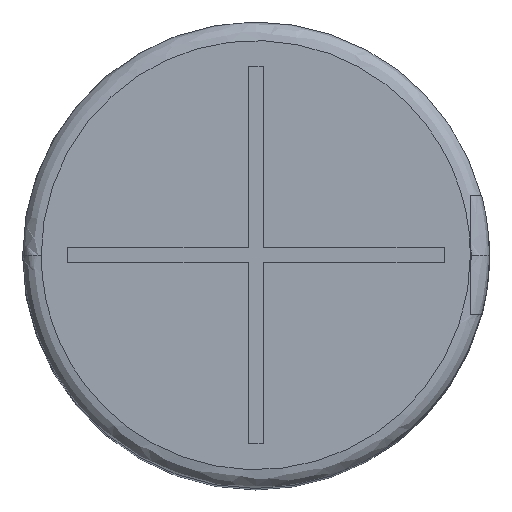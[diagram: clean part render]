
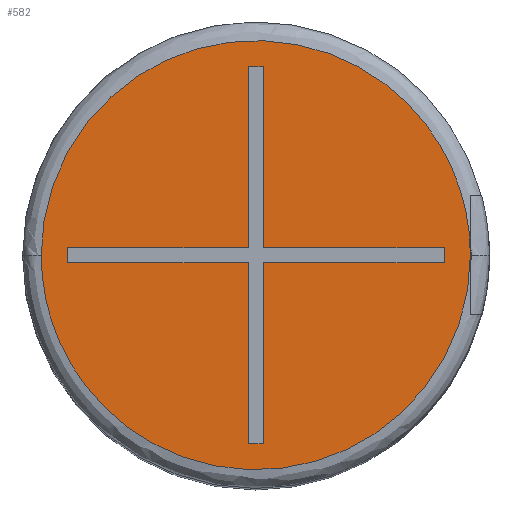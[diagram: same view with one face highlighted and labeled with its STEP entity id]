
A CAD part, top view. The second image highlights one B-rep face of the part: STEP entity #582.
In plain terms, the highlighted planar face has unit normal (0, 0, 1).
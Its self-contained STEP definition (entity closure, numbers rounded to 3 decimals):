
#53 = EDGE_CURVE ( 'NONE', #3555, #3168, #634, .T. ) ;
#121 = ORIENTED_EDGE ( 'NONE', *, *, #53, .F. ) ;
#134 = EDGE_CURVE ( 'NONE', #1107, #3555, #1669, .T. ) ;
#135 = CARTESIAN_POINT ( 'NONE',  ( 0.2, 5.05, 25. ) ) ;
#138 = ORIENTED_EDGE ( 'NONE', *, *, #4175, .F. ) ;
#222 = VERTEX_POINT ( 'NONE', #3431 ) ;
#258 = VERTEX_POINT ( 'NONE', #3732 ) ;
#443 = EDGE_CURVE ( 'NONE', #1446, #3616, #1401, .T. ) ;
#572 = DIRECTION ( 'NONE',  ( 1., 0., 0. ) ) ;
#576 = CARTESIAN_POINT ( 'NONE',  ( -5.75, 0., 25. ) ) ;
#582 = ADVANCED_FACE ( 'NONE', ( #947, #3587 ), #4242, .F. ) ;
#606 =( BOUNDED_CURVE ( )  B_SPLINE_CURVE ( 3, ( #3746, #3427, #4065, #1753 ),
 .UNSPECIFIED., .F., .T. ) 
 B_SPLINE_CURVE_WITH_KNOTS ( ( 4, 4 ),
 ( 0., 0.5 ),
 .UNSPECIFIED. ) 
 CURVE ( )  GEOMETRIC_REPRESENTATION_ITEM ( )  RATIONAL_B_SPLINE_CURVE ( ( 1., 0.333, 0.333, 1. ) ) 
 REPRESENTATION_ITEM ( '' )  );
#624 = DIRECTION ( 'NONE',  ( 0., 1., 0. ) ) ;
#634 = LINE ( 'NONE', #2311, #3679 ) ;
#663 = ORIENTED_EDGE ( 'NONE', *, *, #134, .F. ) ;
#735 = ORIENTED_EDGE ( 'NONE', *, *, #2456, .F. ) ;
#747 = CARTESIAN_POINT ( 'NONE',  ( 0., 5.05, 25. ) ) ;
#947 = FACE_BOUND ( 'NONE', #984, .T. ) ;
#984 = EDGE_LOOP ( 'NONE', ( #663, #3373, #4209, #735, #3413, #4123, #3690, #138, #3052, #1751, #2331, #121 ) ) ;
#1022 = CARTESIAN_POINT ( 'NONE',  ( -5.05, 0., 25. ) ) ;
#1091 = DIRECTION ( 'NONE',  ( 0., -1., 0. ) ) ;
#1107 = VERTEX_POINT ( 'NONE', #2826 ) ;
#1175 = CARTESIAN_POINT ( 'NONE',  ( 0., -5.05, 25. ) ) ;
#1224 = CARTESIAN_POINT ( 'NONE',  ( 0., -0.2, 25. ) ) ;
#1237 = DIRECTION ( 'NONE',  ( 0., 1., 0. ) ) ;
#1267 = VERTEX_POINT ( 'NONE', #1533 ) ;
#1401 = LINE ( 'NONE', #1022, #1936 ) ;
#1406 = VECTOR ( 'NONE', #2506, 1000. ) ;
#1446 = VERTEX_POINT ( 'NONE', #3802 ) ;
#1508 = EDGE_LOOP ( 'NONE', ( #4014, #2395 ) ) ;
#1531 = DIRECTION ( 'NONE',  ( 0., -1., 0. ) ) ;
#1533 = CARTESIAN_POINT ( 'NONE',  ( 0.2, -5.05, 25. ) ) ;
#1535 = EDGE_CURVE ( 'NONE', #2143, #4031, #1908, .T. ) ;
#1561 = VECTOR ( 'NONE', #572, 1000. ) ;
#1669 = LINE ( 'NONE', #2663, #2739 ) ;
#1679 = LINE ( 'NONE', #2054, #2927 ) ;
#1686 = VECTOR ( 'NONE', #3155, 1000. ) ;
#1751 = ORIENTED_EDGE ( 'NONE', *, *, #2559, .F. ) ;
#1753 = CARTESIAN_POINT ( 'NONE',  ( -5.75, 0., 25. ) ) ;
#1785 = EDGE_CURVE ( 'NONE', #3616, #2891, #2892, .T. ) ;
#1823 = EDGE_CURVE ( 'NONE', #258, #1446, #2578, .T. ) ;
#1835 = VECTOR ( 'NONE', #3918, 1000. ) ;
#1908 =( BOUNDED_CURVE ( )  B_SPLINE_CURVE ( 3, ( #576, #2250, #1950, #3560 ),
 .UNSPECIFIED., .F., .F. ) 
 B_SPLINE_CURVE_WITH_KNOTS ( ( 4, 4 ),
 ( 0.5, 1. ),
 .UNSPECIFIED. ) 
 CURVE ( )  GEOMETRIC_REPRESENTATION_ITEM ( )  RATIONAL_B_SPLINE_CURVE ( ( 1., 0.333, 0.333, 1. ) ) 
 REPRESENTATION_ITEM ( '' )  );
#1936 = VECTOR ( 'NONE', #1091, 1000. ) ;
#1950 = CARTESIAN_POINT ( 'NONE',  ( 5.75, 11.5, 25. ) ) ;
#2017 = CARTESIAN_POINT ( 'NONE',  ( -0.2, 5.05, 25. ) ) ;
#2025 = VECTOR ( 'NONE', #1237, 1000. ) ;
#2054 = CARTESIAN_POINT ( 'NONE',  ( 0., 0.2, 25. ) ) ;
#2074 = DIRECTION ( 'NONE',  ( -1., 0., 0. ) ) ;
#2143 = VERTEX_POINT ( 'NONE', #2555 ) ;
#2163 = CARTESIAN_POINT ( 'NONE',  ( -0.2, 0., 25. ) ) ;
#2193 = CARTESIAN_POINT ( 'NONE',  ( 5.05, 0.2, 25. ) ) ;
#2250 = CARTESIAN_POINT ( 'NONE',  ( -5.75, 11.5, 25. ) ) ;
#2304 = LINE ( 'NONE', #2952, #2025 ) ;
#2311 = CARTESIAN_POINT ( 'NONE',  ( 5.05, 0., 25. ) ) ;
#2331 = ORIENTED_EDGE ( 'NONE', *, *, #3049, .F. ) ;
#2338 = AXIS2_PLACEMENT_3D ( 'NONE', #3229, #2899, #624 ) ;
#2395 = ORIENTED_EDGE ( 'NONE', *, *, #1535, .F. ) ;
#2400 = EDGE_CURVE ( 'NONE', #2509, #1267, #3810, .T. ) ;
#2456 = EDGE_CURVE ( 'NONE', #2891, #2509, #2548, .T. ) ;
#2468 = LINE ( 'NONE', #2163, #2661 ) ;
#2506 = DIRECTION ( 'NONE',  ( 1., 0., 0. ) ) ;
#2509 = VERTEX_POINT ( 'NONE', #3563 ) ;
#2548 = LINE ( 'NONE', #3175, #1686 ) ;
#2550 = CARTESIAN_POINT ( 'NONE',  ( 5.05, -0.2, 25. ) ) ;
#2555 = CARTESIAN_POINT ( 'NONE',  ( -5.75, 0., 25. ) ) ;
#2559 = EDGE_CURVE ( 'NONE', #222, #3224, #4245, .T. ) ;
#2578 = LINE ( 'NONE', #4234, #3852 ) ;
#2661 = VECTOR ( 'NONE', #1531, 1000. ) ;
#2663 = CARTESIAN_POINT ( 'NONE',  ( 0., -0.2, 25. ) ) ;
#2739 = VECTOR ( 'NONE', #3554, 1000. ) ;
#2826 = CARTESIAN_POINT ( 'NONE',  ( 0.2, -0.2, 25. ) ) ;
#2891 = VERTEX_POINT ( 'NONE', #3890 ) ;
#2892 = LINE ( 'NONE', #1224, #1561 ) ;
#2899 = DIRECTION ( 'NONE',  ( 0., 0., -1. ) ) ;
#2927 = VECTOR ( 'NONE', #3353, 1000. ) ;
#2952 = CARTESIAN_POINT ( 'NONE',  ( 0.2, 0., 25. ) ) ;
#3019 = VERTEX_POINT ( 'NONE', #2017 ) ;
#3049 = EDGE_CURVE ( 'NONE', #3168, #222, #1679, .T. ) ;
#3052 = ORIENTED_EDGE ( 'NONE', *, *, #3475, .F. ) ;
#3155 = DIRECTION ( 'NONE',  ( 0., -1., 0. ) ) ;
#3168 = VERTEX_POINT ( 'NONE', #2193 ) ;
#3175 = CARTESIAN_POINT ( 'NONE',  ( -0.2, 0., 25. ) ) ;
#3224 = VERTEX_POINT ( 'NONE', #135 ) ;
#3229 = CARTESIAN_POINT ( 'NONE',  ( 0., 0., 25. ) ) ;
#3263 = VECTOR ( 'NONE', #2074, 1000. ) ;
#3353 = DIRECTION ( 'NONE',  ( -1., 0., 0. ) ) ;
#3373 = ORIENTED_EDGE ( 'NONE', *, *, #4292, .F. ) ;
#3413 = ORIENTED_EDGE ( 'NONE', *, *, #1785, .F. ) ;
#3427 = CARTESIAN_POINT ( 'NONE',  ( 5.75, -11.5, 25. ) ) ;
#3431 = CARTESIAN_POINT ( 'NONE',  ( 0.2, 0.2, 25. ) ) ;
#3475 = EDGE_CURVE ( 'NONE', #3224, #3019, #3709, .T. ) ;
#3554 = DIRECTION ( 'NONE',  ( 1., 0., 0. ) ) ;
#3555 = VERTEX_POINT ( 'NONE', #2550 ) ;
#3560 = CARTESIAN_POINT ( 'NONE',  ( 5.75, 0., 25. ) ) ;
#3563 = CARTESIAN_POINT ( 'NONE',  ( -0.2, -5.05, 25. ) ) ;
#3578 = DIRECTION ( 'NONE',  ( -1., 0., 0. ) ) ;
#3587 = FACE_OUTER_BOUND ( 'NONE', #1508, .T. ) ;
#3616 = VERTEX_POINT ( 'NONE', #4008 ) ;
#3679 = VECTOR ( 'NONE', #3878, 1000. ) ;
#3690 = ORIENTED_EDGE ( 'NONE', *, *, #1823, .F. ) ;
#3709 = LINE ( 'NONE', #747, #3263 ) ;
#3732 = CARTESIAN_POINT ( 'NONE',  ( -0.2, 0.2, 25. ) ) ;
#3746 = CARTESIAN_POINT ( 'NONE',  ( 5.75, 0., 25. ) ) ;
#3802 = CARTESIAN_POINT ( 'NONE',  ( -5.05, 0.2, 25. ) ) ;
#3810 = LINE ( 'NONE', #1175, #1406 ) ;
#3852 = VECTOR ( 'NONE', #3578, 1000. ) ;
#3878 = DIRECTION ( 'NONE',  ( 0., 1., 0. ) ) ;
#3890 = CARTESIAN_POINT ( 'NONE',  ( -0.2, -0.2, 25. ) ) ;
#3918 = DIRECTION ( 'NONE',  ( 0., 1., 0. ) ) ;
#3936 = EDGE_CURVE ( 'NONE', #4031, #2143, #606, .T. ) ;
#3965 = CARTESIAN_POINT ( 'NONE',  ( 0.2, 0., 25. ) ) ;
#4008 = CARTESIAN_POINT ( 'NONE',  ( -5.05, -0.2, 25. ) ) ;
#4014 = ORIENTED_EDGE ( 'NONE', *, *, #3936, .F. ) ;
#4031 = VERTEX_POINT ( 'NONE', #4293 ) ;
#4065 = CARTESIAN_POINT ( 'NONE',  ( -5.75, -11.5, 25. ) ) ;
#4123 = ORIENTED_EDGE ( 'NONE', *, *, #443, .F. ) ;
#4175 = EDGE_CURVE ( 'NONE', #3019, #258, #2468, .T. ) ;
#4209 = ORIENTED_EDGE ( 'NONE', *, *, #2400, .F. ) ;
#4234 = CARTESIAN_POINT ( 'NONE',  ( 0., 0.2, 25. ) ) ;
#4242 = PLANE ( 'NONE',  #2338 ) ;
#4245 = LINE ( 'NONE', #3965, #1835 ) ;
#4292 = EDGE_CURVE ( 'NONE', #1267, #1107, #2304, .T. ) ;
#4293 = CARTESIAN_POINT ( 'NONE',  ( 5.75, 0., 25. ) ) ;
